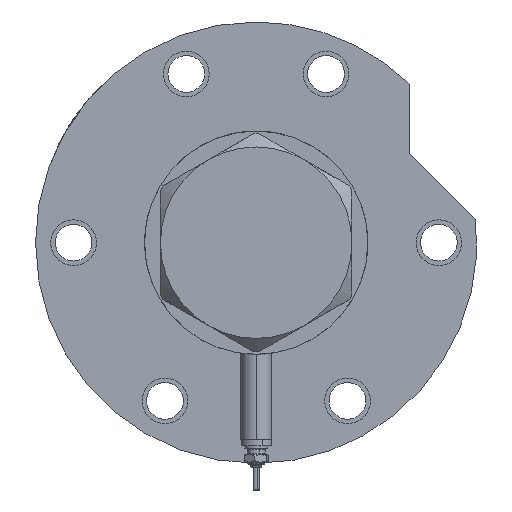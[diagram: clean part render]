
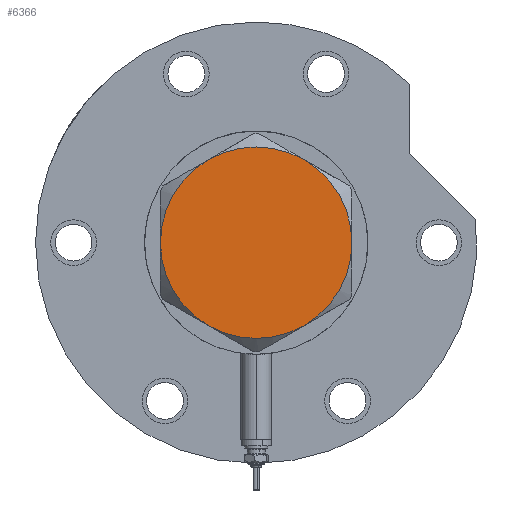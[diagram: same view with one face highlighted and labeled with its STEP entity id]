
A CAD part, left-side view. The second image highlights one B-rep face of the part: STEP entity #6366.
In plain terms, the highlighted face is planar.
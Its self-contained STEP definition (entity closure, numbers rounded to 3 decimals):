
#180 = CARTESIAN_POINT ( 'NONE',  ( 18.875, -32.692, 13. ) ) ;
#646 = ORIENTED_EDGE ( 'NONE', *, *, #4686, .T. ) ;
#727 = DIRECTION ( 'NONE',  ( 0., 0., 1. ) ) ;
#780 = CIRCLE ( 'NONE', #2970, 37.75 ) ;
#1322 = CARTESIAN_POINT ( 'NONE',  ( -37.75, 0., 13. ) ) ;
#1364 = DIRECTION ( 'NONE',  ( 1., 0., 0. ) ) ;
#1452 = CARTESIAN_POINT ( 'NONE',  ( 0., 0., 13. ) ) ;
#1676 = ORIENTED_EDGE ( 'NONE', *, *, #2948, .T. ) ;
#1797 = ORIENTED_EDGE ( 'NONE', *, *, #6742, .T. ) ;
#1826 = DIRECTION ( 'NONE',  ( 1., 0., 0. ) ) ;
#1852 = CIRCLE ( 'NONE', #4168, 37.75 ) ;
#1982 = AXIS2_PLACEMENT_3D ( 'NONE', #6071, #3147, #1826 ) ;
#2052 = CARTESIAN_POINT ( 'NONE',  ( -18.875, -32.692, 13. ) ) ;
#2055 = PLANE ( 'NONE',  #3090 ) ;
#2193 = CARTESIAN_POINT ( 'NONE',  ( 37.75, 0., 13. ) ) ;
#2348 = CARTESIAN_POINT ( 'NONE',  ( 0., 0., 13. ) ) ;
#2382 = VERTEX_POINT ( 'NONE', #2052 ) ;
#2419 = CARTESIAN_POINT ( 'NONE',  ( 0., 0., 13. ) ) ;
#2493 = AXIS2_PLACEMENT_3D ( 'NONE', #6114, #4467, #6800 ) ;
#2536 = EDGE_CURVE ( 'NONE', #4778, #2382, #1852, .T. ) ;
#2707 = DIRECTION ( 'NONE',  ( 1., 0., 0. ) ) ;
#2948 = EDGE_CURVE ( 'NONE', #4832, #7307, #4539, .T. ) ;
#2970 = AXIS2_PLACEMENT_3D ( 'NONE', #2419, #3641, #1364 ) ;
#3081 = CARTESIAN_POINT ( 'NONE',  ( 0., 0., 13. ) ) ;
#3090 = AXIS2_PLACEMENT_3D ( 'NONE', #5737, #4391, #2707 ) ;
#3147 = DIRECTION ( 'NONE',  ( 0., 0., 1. ) ) ;
#3341 = AXIS2_PLACEMENT_3D ( 'NONE', #2348, #4107, #4722 ) ;
#3369 = FACE_OUTER_BOUND ( 'NONE', #4232, .T. ) ;
#3376 = CARTESIAN_POINT ( 'NONE',  ( -18.875, 32.692, 13. ) ) ;
#3468 = EDGE_CURVE ( 'NONE', #5059, #4778, #4054, .T. ) ;
#3641 = DIRECTION ( 'NONE',  ( 0., 0., 1. ) ) ;
#3778 = DIRECTION ( 'NONE',  ( 1., 0., 0. ) ) ;
#4054 = CIRCLE ( 'NONE', #1982, 37.75 ) ;
#4082 = CARTESIAN_POINT ( 'NONE',  ( 18.875, 32.692, 13. ) ) ;
#4107 = DIRECTION ( 'NONE',  ( 0., 0., 1. ) ) ;
#4168 = AXIS2_PLACEMENT_3D ( 'NONE', #3081, #5413, #4264 ) ;
#4232 = EDGE_LOOP ( 'NONE', ( #1676, #646, #1797, #5400, #5265, #4908 ) ) ;
#4264 = DIRECTION ( 'NONE',  ( 1., 0., 0. ) ) ;
#4391 = DIRECTION ( 'NONE',  ( 0., 0., 1. ) ) ;
#4434 = CIRCLE ( 'NONE', #2493, 37.75 ) ;
#4467 = DIRECTION ( 'NONE',  ( 0., 0., 1. ) ) ;
#4539 = CIRCLE ( 'NONE', #5511, 37.75 ) ;
#4686 = EDGE_CURVE ( 'NONE', #7307, #6917, #7136, .T. ) ;
#4722 = DIRECTION ( 'NONE',  ( 1., 0., 0. ) ) ;
#4778 = VERTEX_POINT ( 'NONE', #1322 ) ;
#4805 = EDGE_CURVE ( 'NONE', #2382, #4832, #780, .T. ) ;
#4832 = VERTEX_POINT ( 'NONE', #180 ) ;
#4908 = ORIENTED_EDGE ( 'NONE', *, *, #4805, .T. ) ;
#5059 = VERTEX_POINT ( 'NONE', #3376 ) ;
#5265 = ORIENTED_EDGE ( 'NONE', *, *, #2536, .T. ) ;
#5400 = ORIENTED_EDGE ( 'NONE', *, *, #3468, .T. ) ;
#5413 = DIRECTION ( 'NONE',  ( 0., 0., 1. ) ) ;
#5511 = AXIS2_PLACEMENT_3D ( 'NONE', #1452, #727, #3778 ) ;
#5737 = CARTESIAN_POINT ( 'NONE',  ( 0., 0., 13. ) ) ;
#6071 = CARTESIAN_POINT ( 'NONE',  ( 0., 0., 13. ) ) ;
#6114 = CARTESIAN_POINT ( 'NONE',  ( 0., 0., 13. ) ) ;
#6366 = ADVANCED_FACE ( 'NONE', ( #3369 ), #2055, .T. ) ;
#6742 = EDGE_CURVE ( 'NONE', #6917, #5059, #4434, .T. ) ;
#6800 = DIRECTION ( 'NONE',  ( 1., 0., 0. ) ) ;
#6917 = VERTEX_POINT ( 'NONE', #4082 ) ;
#7136 = CIRCLE ( 'NONE', #3341, 37.75 ) ;
#7307 = VERTEX_POINT ( 'NONE', #2193 ) ;
